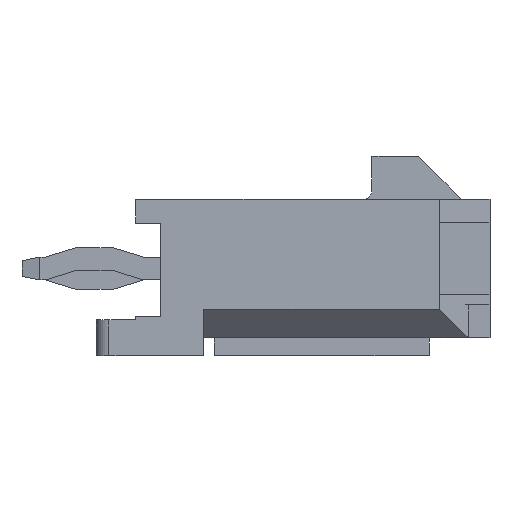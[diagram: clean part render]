
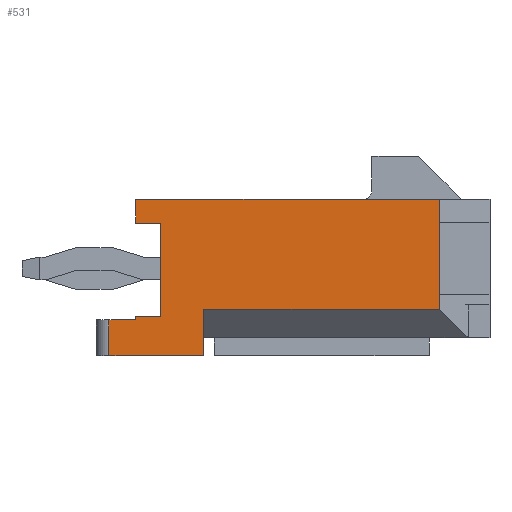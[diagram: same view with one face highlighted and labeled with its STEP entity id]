
A CAD part, left-side view. The second image highlights one B-rep face of the part: STEP entity #531.
In plain terms, the highlighted planar face has unit normal (-1, 0, 0).
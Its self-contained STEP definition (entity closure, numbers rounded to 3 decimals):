
#531 = ADVANCED_FACE( '', ( #1174 ), #1175, .T. );
#1174 = FACE_OUTER_BOUND( '', #1959, .T. );
#1175 = PLANE( '', #1960 );
#1959 = EDGE_LOOP( '', ( #3315, #3316, #3317, #3318, #3319, #3320, #3321, #3322, #3323, #3324, #3325, #3326, #3327, #3328 ) );
#1960 = AXIS2_PLACEMENT_3D( '', #3329, #3330, #3331 );
#3315 = ORIENTED_EDGE( '', *, *, #5413, .F. );
#3316 = ORIENTED_EDGE( '', *, *, #5028, .T. );
#3317 = ORIENTED_EDGE( '', *, *, #5414, .F. );
#3318 = ORIENTED_EDGE( '', *, *, #5415, .F. );
#3319 = ORIENTED_EDGE( '', *, *, #5277, .F. );
#3320 = ORIENTED_EDGE( '', *, *, #5162, .T. );
#3321 = ORIENTED_EDGE( '', *, *, #5416, .T. );
#3322 = ORIENTED_EDGE( '', *, *, #5417, .T. );
#3323 = ORIENTED_EDGE( '', *, *, #5418, .T. );
#3324 = ORIENTED_EDGE( '', *, *, #5411, .T. );
#3325 = ORIENTED_EDGE( '', *, *, #4955, .T. );
#3326 = ORIENTED_EDGE( '', *, *, #5189, .T. );
#3327 = ORIENTED_EDGE( '', *, *, #5375, .T. );
#3328 = ORIENTED_EDGE( '', *, *, #5419, .T. );
#3329 = CARTESIAN_POINT( '', ( -10.825, 0., 0. ) );
#3330 = DIRECTION( '', ( -1., 0., 0. ) );
#3331 = DIRECTION( '', ( 0., 0., 1. ) );
#4955 = EDGE_CURVE( '', #5955, #5953, #5956, .T. );
#5028 = EDGE_CURVE( '', #6080, #6084, #6086, .T. );
#5162 = EDGE_CURVE( '', #6323, #6321, #6324, .T. );
#5189 = EDGE_CURVE( '', #5953, #6366, #6368, .T. );
#5277 = EDGE_CURVE( '', #6323, #6503, #6504, .T. );
#5375 = EDGE_CURVE( '', #6366, #6659, #6662, .T. );
#5411 = EDGE_CURVE( '', #6713, #5955, #6717, .T. );
#5413 = EDGE_CURVE( '', #6080, #6719, #6720, .T. );
#5414 = EDGE_CURVE( '', #6418, #6084, #6721, .T. );
#5415 = EDGE_CURVE( '', #6503, #6418, #6722, .T. );
#5416 = EDGE_CURVE( '', #6321, #6723, #6724, .T. );
#5417 = EDGE_CURVE( '', #6723, #6725, #6726, .T. );
#5418 = EDGE_CURVE( '', #6725, #6713, #6727, .T. );
#5419 = EDGE_CURVE( '', #6659, #6719, #6728, .T. );
#5953 = VERTEX_POINT( '', #7415 );
#5955 = VERTEX_POINT( '', #7418 );
#5956 = LINE( '', #7419, #7420 );
#6080 = VERTEX_POINT( '', #7600 );
#6084 = VERTEX_POINT( '', #7606 );
#6086 = LINE( '', #7609, #7610 );
#6321 = VERTEX_POINT( '', #7957 );
#6323 = VERTEX_POINT( '', #7960 );
#6324 = LINE( '', #7961, #7962 );
#6366 = VERTEX_POINT( '', #8025 );
#6368 = LINE( '', #8027, #8028 );
#6418 = VERTEX_POINT( '', #8102 );
#6503 = VERTEX_POINT( '', #8230 );
#6504 = LINE( '', #8231, #8232 );
#6659 = VERTEX_POINT( '', #8469 );
#6662 = LINE( '', #8472, #8473 );
#6713 = VERTEX_POINT( '', #8549 );
#6717 = LINE( '', #8555, #8556 );
#6719 = VERTEX_POINT( '', #8558 );
#6720 = LINE( '', #8559, #8560 );
#6721 = LINE( '', #8561, #8562 );
#6722 = LINE( '', #8563, #8564 );
#6723 = VERTEX_POINT( '', #8565 );
#6724 = LINE( '', #8566, #8567 );
#6725 = VERTEX_POINT( '', #8568 );
#6726 = LINE( '', #8569, #8570 );
#6727 = LINE( '', #8571, #8572 );
#6728 = LINE( '', #8573, #8574 );
#7415 = CARTESIAN_POINT( '', ( -10.825, 4.95, -1.185 ) );
#7418 = CARTESIAN_POINT( '', ( -10.825, 4.95, -1.085 ) );
#7419 = CARTESIAN_POINT( '', ( -10.825, 4.95, 2.185 ) );
#7420 = VECTOR( '', #9494, 1000. );
#7600 = CARTESIAN_POINT( '', ( -10.825, 3.05, -0.885 ) );
#7606 = CARTESIAN_POINT( '', ( -10.825, -3.536, -0.885 ) );
#7609 = CARTESIAN_POINT( '', ( -10.825, 0., -0.885 ) );
#7610 = VECTOR( '', #9554, 1000. );
#7957 = CARTESIAN_POINT( '', ( -10.825, 4.95, 2.185 ) );
#7960 = CARTESIAN_POINT( '', ( -10.825, -3.536, 2.185 ) );
#7961 = CARTESIAN_POINT( '', ( -10.825, -4.95, 2.185 ) );
#7962 = VECTOR( '', #9674, 1000. );
#8025 = CARTESIAN_POINT( '', ( -10.825, 5.7, -1.185 ) );
#8027 = CARTESIAN_POINT( '', ( -10.825, 4.95, -1.185 ) );
#8028 = VECTOR( '', #9699, 1000. );
#8102 = CARTESIAN_POINT( '', ( -10.825, -3.536, -0.465 ) );
#8230 = CARTESIAN_POINT( '', ( -10.825, -3.536, 1.535 ) );
#8231 = CARTESIAN_POINT( '', ( -10.825, -3.536, 0. ) );
#8232 = VECTOR( '', #9767, 1000. );
#8469 = CARTESIAN_POINT( '', ( -10.825, 5.7, -2.185 ) );
#8472 = CARTESIAN_POINT( '', ( -10.825, 5.7, -1.185 ) );
#8473 = VECTOR( '', #9853, 1000. );
#8549 = CARTESIAN_POINT( '', ( -10.825, 4.25, -1.085 ) );
#8555 = CARTESIAN_POINT( '', ( -10.825, 0., -1.085 ) );
#8556 = VECTOR( '', #9881, 1000. );
#8558 = CARTESIAN_POINT( '', ( -10.825, 3.05, -2.185 ) );
#8559 = CARTESIAN_POINT( '', ( -10.825, 3.05, -1.685 ) );
#8560 = VECTOR( '', #9882, 1000. );
#8561 = CARTESIAN_POINT( '', ( -10.825, -3.536, 0. ) );
#8562 = VECTOR( '', #9883, 1000. );
#8563 = CARTESIAN_POINT( '', ( -10.825, -3.536, 1.535 ) );
#8564 = VECTOR( '', #9884, 1000. );
#8565 = CARTESIAN_POINT( '', ( -10.825, 4.95, 1.515 ) );
#8566 = CARTESIAN_POINT( '', ( -10.825, 4.95, 2.185 ) );
#8567 = VECTOR( '', #9885, 1000. );
#8568 = CARTESIAN_POINT( '', ( -10.825, 4.25, 1.515 ) );
#8569 = CARTESIAN_POINT( '', ( -10.825, 0., 1.515 ) );
#8570 = VECTOR( '', #9886, 1000. );
#8571 = CARTESIAN_POINT( '', ( -10.825, 4.25, 0. ) );
#8572 = VECTOR( '', #9887, 1000. );
#8573 = CARTESIAN_POINT( '', ( -10.825, 4.95, -2.185 ) );
#8574 = VECTOR( '', #9888, 1000. );
#9494 = DIRECTION( '', ( 0., 0., -1. ) );
#9554 = DIRECTION( '', ( 0., -1., 0. ) );
#9674 = DIRECTION( '', ( 0., 1., 0. ) );
#9699 = DIRECTION( '', ( 0., 1., 0. ) );
#9767 = DIRECTION( '', ( 0., 0., -1. ) );
#9853 = DIRECTION( '', ( 0., 0., -1. ) );
#9881 = DIRECTION( '', ( 0., 1., 0. ) );
#9882 = DIRECTION( '', ( 0., 0., -1. ) );
#9883 = DIRECTION( '', ( 0., 0., -1. ) );
#9884 = DIRECTION( '', ( 0., 0., -1. ) );
#9885 = DIRECTION( '', ( 0., 0., -1. ) );
#9886 = DIRECTION( '', ( 0., -1., 0. ) );
#9887 = DIRECTION( '', ( 0., 0., -1. ) );
#9888 = DIRECTION( '', ( 0., -1., 0. ) );
